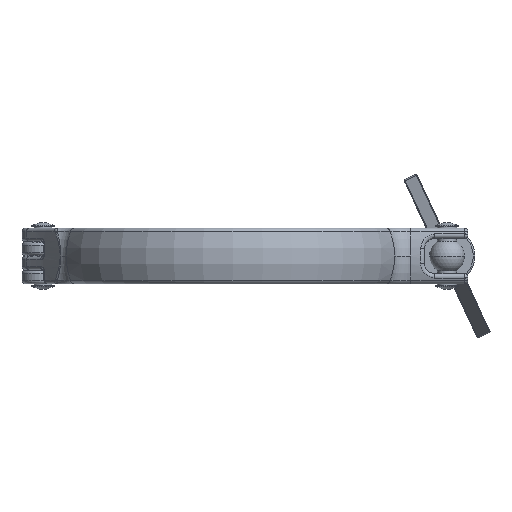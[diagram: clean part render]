
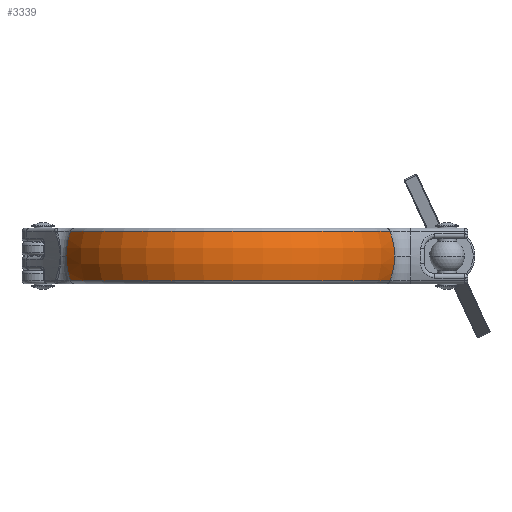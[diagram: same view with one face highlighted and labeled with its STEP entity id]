
A CAD part, front view. The second image highlights one B-rep face of the part: STEP entity #3339.
In plain terms, the highlighted toroidal (fillet/blend) face has major radius 30.5 mm and minor radius 20 mm.
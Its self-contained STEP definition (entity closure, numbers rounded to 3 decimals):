
#744 = EDGE_LOOP ( 'NONE', ( #16033, #5004, #16335, #11191, #10587, #2606 ) ) ;
#1109 = DIRECTION ( 'NONE',  ( 0., 0., -1. ) ) ;
#1771 = DIRECTION ( 'NONE',  ( 0., 0., 1. ) ) ;
#1838 = DIRECTION ( 'NONE',  ( 0., 0., -1. ) ) ;
#1842 = EDGE_CURVE ( 'NONE', #10262, #12347, #2979, .T. ) ;
#2581 = EDGE_CURVE ( 'NONE', #3151, #7403, #7634, .T. ) ;
#2606 = ORIENTED_EDGE ( 'NONE', *, *, #1842, .F. ) ;
#2979 = CIRCLE ( 'NONE', #12236, 49.225 ) ;
#3042 = CIRCLE ( 'NONE', #11501, 20. ) ;
#3151 = VERTEX_POINT ( 'NONE', #15484 ) ;
#3339 = ADVANCED_FACE ( 'NONE', ( #13813 ), #8529, .T. ) ;
#3425 = CARTESIAN_POINT ( 'NONE',  ( 0., 0., -7.027 ) ) ;
#3874 = CIRCLE ( 'NONE', #11818, 20. ) ;
#4731 = CARTESIAN_POINT ( 'NONE',  ( -28.118, -11.815, 0. ) ) ;
#5004 = ORIENTED_EDGE ( 'NONE', *, *, #7604, .T. ) ;
#5739 = DIRECTION ( 'NONE',  ( 1., 0., 0. ) ) ;
#5798 = AXIS2_PLACEMENT_3D ( 'NONE', #3425, #12434, #5906 ) ;
#5906 = DIRECTION ( 'NONE',  ( 1., 0., 0. ) ) ;
#5949 = CARTESIAN_POINT ( 'NONE',  ( -45.381, -19.069, 7.027 ) ) ;
#6147 = DIRECTION ( 'NONE',  ( 0.387, -0.922, 0. ) ) ;
#6963 = CARTESIAN_POINT ( 'NONE',  ( 28.657, -10.441, 0. ) ) ;
#7126 = VERTEX_POINT ( 'NONE', #10860 ) ;
#7403 = VERTEX_POINT ( 'NONE', #9065 ) ;
#7604 = EDGE_CURVE ( 'NONE', #13247, #3151, #3042, .T. ) ;
#7634 = CIRCLE ( 'NONE', #5798, 49.225 ) ;
#7837 = EDGE_CURVE ( 'NONE', #7126, #7403, #11235, .T. ) ;
#7947 = DIRECTION ( 'NONE',  ( 0.342, 0.94, 0. ) ) ;
#8489 = AXIS2_PLACEMENT_3D ( 'NONE', #8737, #11571, #12637 ) ;
#8529 = TOROIDAL_SURFACE ( 'NONE', #8489, 30.5, 20. ) ;
#8737 = CARTESIAN_POINT ( 'NONE',  ( 0., 0., 0. ) ) ;
#9065 = CARTESIAN_POINT ( 'NONE',  ( 46.25, -16.852, -7.027 ) ) ;
#10262 = VERTEX_POINT ( 'NONE', #5949 ) ;
#10587 = ORIENTED_EDGE ( 'NONE', *, *, #14230, .F. ) ;
#10711 = CARTESIAN_POINT ( 'NONE',  ( 0., 0., 7.027 ) ) ;
#10860 = CARTESIAN_POINT ( 'NONE',  ( 47.449, -17.288, 0. ) ) ;
#11031 = CIRCLE ( 'NONE', #15813, 20. ) ;
#11044 = DIRECTION ( 'NONE',  ( 0., 0., -1. ) ) ;
#11191 = ORIENTED_EDGE ( 'NONE', *, *, #7837, .F. ) ;
#11235 = CIRCLE ( 'NONE', #15747, 20. ) ;
#11501 = AXIS2_PLACEMENT_3D ( 'NONE', #4731, #6147, #11044 ) ;
#11571 = DIRECTION ( 'NONE',  ( 0., 0., 1. ) ) ;
#11753 = CARTESIAN_POINT ( 'NONE',  ( -46.557, -19.563, 0. ) ) ;
#11818 = AXIS2_PLACEMENT_3D ( 'NONE', #6963, #7947, #13176 ) ;
#12236 = AXIS2_PLACEMENT_3D ( 'NONE', #10711, #1771, #5739 ) ;
#12347 = VERTEX_POINT ( 'NONE', #14963 ) ;
#12434 = DIRECTION ( 'NONE',  ( 0., 0., 1. ) ) ;
#12455 = DIRECTION ( 'NONE',  ( 0.387, -0.922, 0. ) ) ;
#12637 = DIRECTION ( 'NONE',  ( 1., 0., 0. ) ) ;
#13176 = DIRECTION ( 'NONE',  ( 0., 0., -1. ) ) ;
#13247 = VERTEX_POINT ( 'NONE', #11753 ) ;
#13709 = CARTESIAN_POINT ( 'NONE',  ( -28.118, -11.815, 0. ) ) ;
#13813 = FACE_OUTER_BOUND ( 'NONE', #744, .T. ) ;
#14230 = EDGE_CURVE ( 'NONE', #12347, #7126, #3874, .T. ) ;
#14517 = DIRECTION ( 'NONE',  ( 0.342, 0.94, 0. ) ) ;
#14642 = EDGE_CURVE ( 'NONE', #10262, #13247, #11031, .T. ) ;
#14963 = CARTESIAN_POINT ( 'NONE',  ( 46.25, -16.852, 7.027 ) ) ;
#15484 = CARTESIAN_POINT ( 'NONE',  ( -45.381, -19.069, -7.027 ) ) ;
#15514 = CARTESIAN_POINT ( 'NONE',  ( 28.657, -10.441, 0. ) ) ;
#15747 = AXIS2_PLACEMENT_3D ( 'NONE', #15514, #14517, #1838 ) ;
#15813 = AXIS2_PLACEMENT_3D ( 'NONE', #13709, #12455, #1109 ) ;
#16033 = ORIENTED_EDGE ( 'NONE', *, *, #14642, .T. ) ;
#16335 = ORIENTED_EDGE ( 'NONE', *, *, #2581, .T. ) ;
